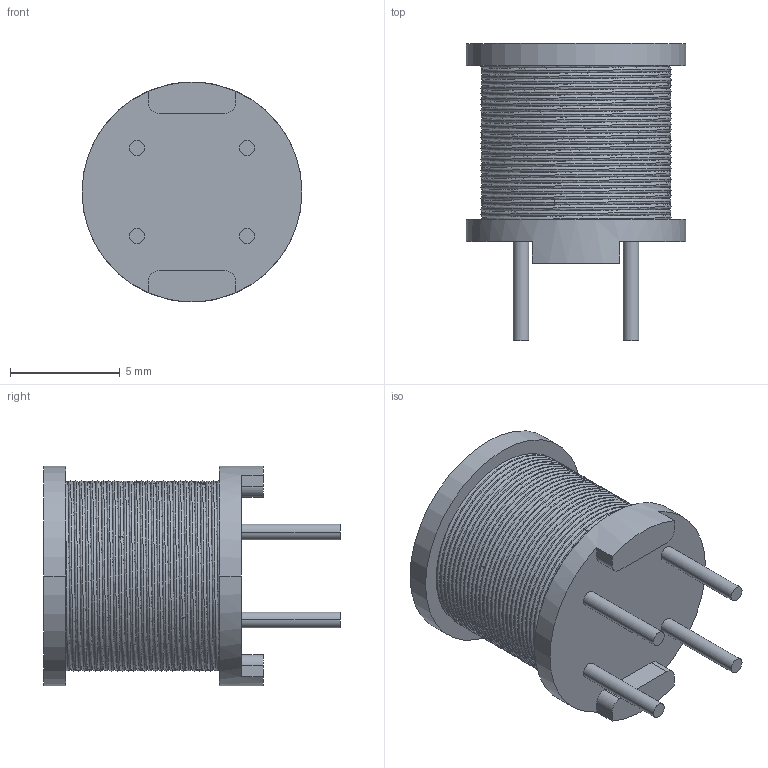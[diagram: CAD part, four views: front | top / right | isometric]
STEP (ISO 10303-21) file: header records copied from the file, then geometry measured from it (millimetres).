
FILE_DESCRIPTION((''),'2;1');
FILE_NAME('RL110','2012-08-10T',('ryans'),('Bourns, Inc.'),'PRO/ENGINEER BY PARAMETRIC TECHNOLOGY CORPORATION, 2010100','PRO/ENGINEER BY PARAMETRIC TECHNOLOGY CORPORATION, 2010100','');
FILE_SCHEMA(('CONFIG_CONTROL_DESIGN'));
Length unit declared in the file: millimetre
Products named in the file (1): RL110
Bounding box: 10 x 13.5 x 10 mm (x, y, z)
Volume: 562.4 mm3; surface area: 1081 mm2
Topology: 1 solids, 1 shells, 50 faces, 112 edges, 70 vertices
Faces by surface type: cylinder 18, plane 16, bspline 16
Entity records: 16748 total; most frequent: CARTESIAN_POINT 15670, ORIENTED_EDGE 224, DIRECTION 186, EDGE_CURVE 112, AXIS2_PLACEMENT_3D 74, VERTEX_POINT 70, EDGE_LOOP 58, FACE_OUTER_BOUND 50
